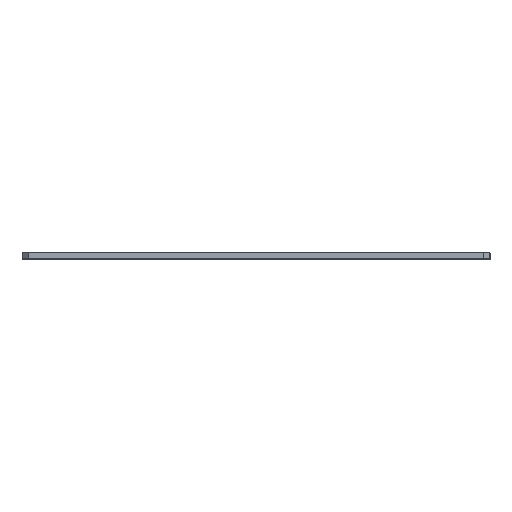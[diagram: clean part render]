
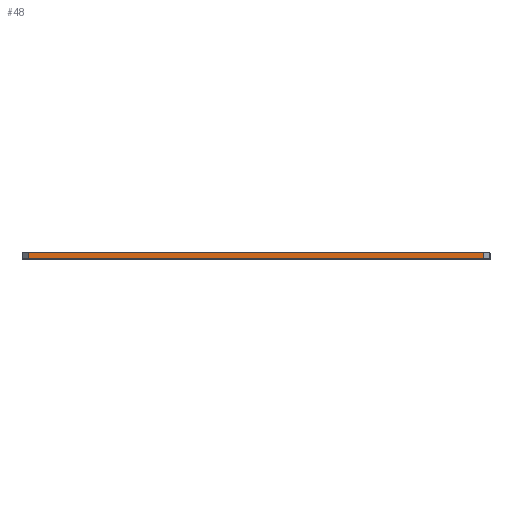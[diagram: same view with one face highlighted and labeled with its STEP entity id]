
A CAD part, top view. The second image highlights one B-rep face of the part: STEP entity #48.
In plain terms, the highlighted planar face has unit normal (0, 0, 1).
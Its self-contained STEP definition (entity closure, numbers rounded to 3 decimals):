
#48 = ADVANCED_FACE ( 'NONE', ( #2151 ), #1121, .F. ) ;
#63 = LINE ( 'NONE', #911, #1668 ) ;
#88 = ORIENTED_EDGE ( 'NONE', *, *, #984, .T. ) ;
#200 = DIRECTION ( 'NONE',  ( 1., 0., 0. ) ) ;
#270 = VECTOR ( 'NONE', #200, 1000. ) ;
#298 = ORIENTED_EDGE ( 'NONE', *, *, #1866, .T. ) ;
#390 = DIRECTION ( 'NONE',  ( 0., 1., 0. ) ) ;
#406 = CARTESIAN_POINT ( 'NONE',  ( -178.5, 5., 100. ) ) ;
#659 = LINE ( 'NONE', #675, #1188 ) ;
#675 = CARTESIAN_POINT ( 'NONE',  ( 178.5, 5., 100. ) ) ;
#716 = CARTESIAN_POINT ( 'NONE',  ( -178.5, 0., 100. ) ) ;
#911 = CARTESIAN_POINT ( 'NONE',  ( -183.5, 0., 100. ) ) ;
#943 = DIRECTION ( 'NONE',  ( 1., 0., 0. ) ) ;
#984 = EDGE_CURVE ( 'NONE', #2040, #2399, #1741, .T. ) ;
#1121 = PLANE ( 'NONE',  #3098 ) ;
#1188 = VECTOR ( 'NONE', #390, 1000. ) ;
#1214 = DIRECTION ( 'NONE',  ( 0., -1., 0. ) ) ;
#1257 = VERTEX_POINT ( 'NONE', #2372 ) ;
#1400 = VECTOR ( 'NONE', #1214, 1000. ) ;
#1419 = EDGE_CURVE ( 'NONE', #1940, #1257, #659, .T. ) ;
#1665 = DIRECTION ( 'NONE',  ( -1., 0., 0. ) ) ;
#1668 = VECTOR ( 'NONE', #943, 1000. ) ;
#1741 = LINE ( 'NONE', #406, #1400 ) ;
#1866 = EDGE_CURVE ( 'NONE', #2399, #1940, #63, .T. ) ;
#1940 = VERTEX_POINT ( 'NONE', #2526 ) ;
#2040 = VERTEX_POINT ( 'NONE', #2311 ) ;
#2093 = LINE ( 'NONE', #3475, #270 ) ;
#2151 = FACE_OUTER_BOUND ( 'NONE', #2521, .T. ) ;
#2311 = CARTESIAN_POINT ( 'NONE',  ( -178.5, 5., 100. ) ) ;
#2372 = CARTESIAN_POINT ( 'NONE',  ( 178.5, 5., 100. ) ) ;
#2399 = VERTEX_POINT ( 'NONE', #716 ) ;
#2454 = EDGE_CURVE ( 'NONE', #2040, #1257, #2093, .T. ) ;
#2508 = ORIENTED_EDGE ( 'NONE', *, *, #1419, .T. ) ;
#2521 = EDGE_LOOP ( 'NONE', ( #298, #2508, #3234, #88 ) ) ;
#2526 = CARTESIAN_POINT ( 'NONE',  ( 178.5, 0., 100. ) ) ;
#3098 = AXIS2_PLACEMENT_3D ( 'NONE', #3304, #3231, #1665 ) ;
#3231 = DIRECTION ( 'NONE',  ( 0., 0., -1. ) ) ;
#3234 = ORIENTED_EDGE ( 'NONE', *, *, #2454, .F. ) ;
#3304 = CARTESIAN_POINT ( 'NONE',  ( -183.5, 5., 100. ) ) ;
#3475 = CARTESIAN_POINT ( 'NONE',  ( -183.5, 5., 100. ) ) ;
